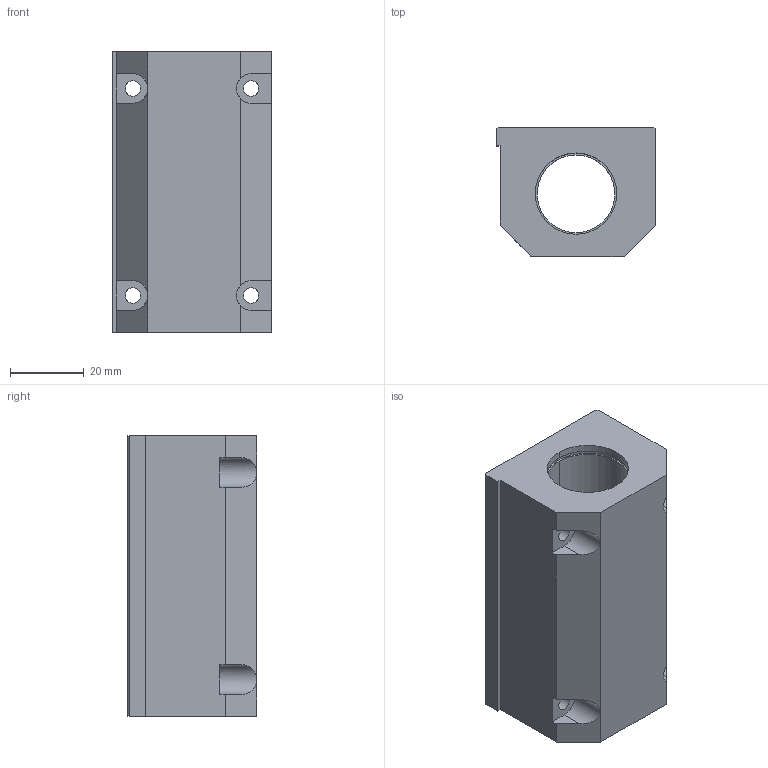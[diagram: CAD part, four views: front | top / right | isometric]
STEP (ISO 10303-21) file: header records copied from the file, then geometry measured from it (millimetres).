
FILE_DESCRIPTION( ( '' ), '1' );
FILE_NAME( 'tagi_12_2_03.stp', '2008-04-10T05:43:14', ( '' ), ( '' ), ' ', ' ', ' ' );
FILE_SCHEMA( ( 'CONFIG_CONTROL_DESIGN' ) );
Length unit declared in the file: millimetre
Products named in the file (1): 1
Bounding box: 43 x 35 x 76 mm (x, y, z)
Volume: 74569 mm3; surface area: 20438.2 mm2
Topology: 1 solids, 1 shells, 87 faces, 210 edges, 136 vertices
Faces by surface type: plane 39, cylinder 38, cone 10
Entity records: 2664 total; most frequent: CARTESIAN_POINT 476, DIRECTION 474, ORIENTED_EDGE 420, EDGE_CURVE 210, AXIS2_PLACEMENT_3D 178, VERTEX_POINT 136, LINE 118, VECTOR 118
